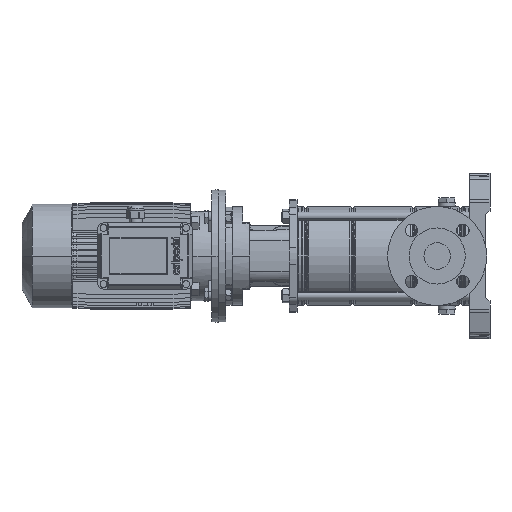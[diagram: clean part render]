
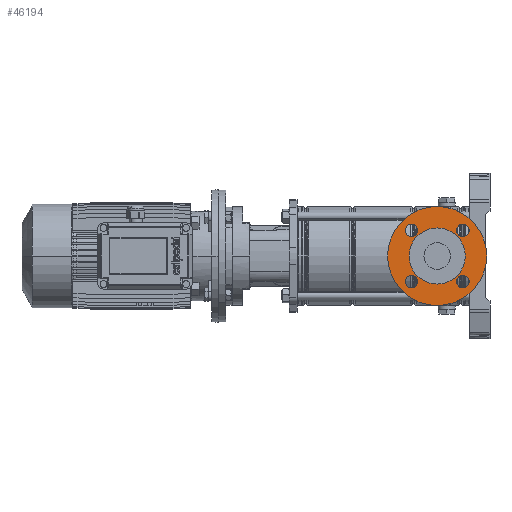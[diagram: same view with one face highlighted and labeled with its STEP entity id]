
A CAD part, left-side view. The second image highlights one B-rep face of the part: STEP entity #46194.
In plain terms, the highlighted face is planar.
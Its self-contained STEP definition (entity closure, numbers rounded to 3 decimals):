
#1387 = CARTESIAN_POINT ( 'NONE',  ( 38.891, 138., 86.391 ) ) ;
#2853 = VERTEX_POINT ( 'NONE', #14987 ) ;
#4137 = CIRCLE ( 'NONE', #34571, 9.5 ) ;
#4952 = DIRECTION ( 'NONE',  ( 0., 0., 1. ) ) ;
#5184 = EDGE_CURVE ( 'NONE', #57177, #39811, #38578, .T. ) ;
#5228 = EDGE_LOOP ( 'NONE', ( #8921, #44327 ) ) ;
#5602 = DIRECTION ( 'NONE',  ( 0., 1., 0. ) ) ;
#6664 = CIRCLE ( 'NONE', #8853, 9.5 ) ;
#6666 = DIRECTION ( 'NONE',  ( 0., 0., 1. ) ) ;
#6999 = ORIENTED_EDGE ( 'NONE', *, *, #42363, .T. ) ;
#7249 = VERTEX_POINT ( 'NONE', #44768 ) ;
#8853 = AXIS2_PLACEMENT_3D ( 'NONE', #15228, #39747, #25432 ) ;
#8921 = ORIENTED_EDGE ( 'NONE', *, *, #43770, .F. ) ;
#9337 = EDGE_CURVE ( 'NONE', #2853, #63159, #60673, .T. ) ;
#10143 = VERTEX_POINT ( 'NONE', #67386 ) ;
#10473 = DIRECTION ( 'NONE',  ( 0., 0., 1. ) ) ;
#12604 = CARTESIAN_POINT ( 'NONE',  ( 0., 138., -27.5 ) ) ;
#13284 = EDGE_CURVE ( 'NONE', #53489, #10143, #57751, .T. ) ;
#14908 = DIRECTION ( 'NONE',  ( 0., -1., 0. ) ) ;
#14987 = CARTESIAN_POINT ( 'NONE',  ( 0., 138., 90. ) ) ;
#15228 = CARTESIAN_POINT ( 'NONE',  ( -38.891, 138., 8.609 ) ) ;
#15820 = CARTESIAN_POINT ( 'NONE',  ( 0., 138., 47.5 ) ) ;
#15899 = CARTESIAN_POINT ( 'NONE',  ( -38.891, 138., 8.609 ) ) ;
#16445 = EDGE_CURVE ( 'NONE', #55283, #27340, #66220, .T. ) ;
#17060 = DIRECTION ( 'NONE',  ( 0., 0., 1. ) ) ;
#18837 = AXIS2_PLACEMENT_3D ( 'NONE', #15899, #22013, #63291 ) ;
#19113 = CARTESIAN_POINT ( 'NONE',  ( -38.891, 138., 86.391 ) ) ;
#20692 = CARTESIAN_POINT ( 'NONE',  ( 0., 138., 47.5 ) ) ;
#20963 = CARTESIAN_POINT ( 'NONE',  ( -38.891, 138., 76.891 ) ) ;
#22013 = DIRECTION ( 'NONE',  ( 0., 1., 0. ) ) ;
#22446 = EDGE_LOOP ( 'NONE', ( #53684, #61096 ) ) ;
#22610 = AXIS2_PLACEMENT_3D ( 'NONE', #46272, #56875, #35041 ) ;
#22771 = EDGE_CURVE ( 'NONE', #43218, #29348, #57651, .T. ) ;
#22988 = AXIS2_PLACEMENT_3D ( 'NONE', #15820, #5602, #36611 ) ;
#23388 = FACE_BOUND ( 'NONE', #24697, .T. ) ;
#23734 = PLANE ( 'NONE',  #35136 ) ;
#24073 = FACE_OUTER_BOUND ( 'NONE', #30366, .T. ) ;
#24364 = CARTESIAN_POINT ( 'NONE',  ( 38.891, 138., 95.891 ) ) ;
#24697 = EDGE_LOOP ( 'NONE', ( #48739, #41799 ) ) ;
#24820 = CIRCLE ( 'NONE', #22610, 9.5 ) ;
#25131 = AXIS2_PLACEMENT_3D ( 'NONE', #57585, #58583, #31650 ) ;
#25432 = DIRECTION ( 'NONE',  ( 0., 0., 1. ) ) ;
#26504 = ORIENTED_EDGE ( 'NONE', *, *, #61767, .F. ) ;
#27340 = VERTEX_POINT ( 'NONE', #65840 ) ;
#27798 = EDGE_CURVE ( 'NONE', #46277, #7249, #6664, .T. ) ;
#28178 = FACE_BOUND ( 'NONE', #22446, .T. ) ;
#28473 = CARTESIAN_POINT ( 'NONE',  ( 38.891, 138., 8.609 ) ) ;
#29188 = FACE_BOUND ( 'NONE', #62501, .T. ) ;
#29348 = VERTEX_POINT ( 'NONE', #55996 ) ;
#29509 = CIRCLE ( 'NONE', #54515, 42.5 ) ;
#30366 = EDGE_LOOP ( 'NONE', ( #43602, #51842 ) ) ;
#30846 = DIRECTION ( 'NONE',  ( 0., 1., 0. ) ) ;
#31388 = DIRECTION ( 'NONE',  ( 0., 1., 0. ) ) ;
#31650 = DIRECTION ( 'NONE',  ( 0., 0., 1. ) ) ;
#32045 = CARTESIAN_POINT ( 'NONE',  ( 38.891, 138., -0.891 ) ) ;
#33100 = AXIS2_PLACEMENT_3D ( 'NONE', #45857, #30846, #4952 ) ;
#33552 = DIRECTION ( 'NONE',  ( 0., 1., 0. ) ) ;
#33607 = FACE_BOUND ( 'NONE', #48638, .T. ) ;
#33762 = DIRECTION ( 'NONE',  ( 0., 0., 1. ) ) ;
#34571 = AXIS2_PLACEMENT_3D ( 'NONE', #54156, #38804, #39805 ) ;
#35041 = DIRECTION ( 'NONE',  ( 0., 0., 1. ) ) ;
#35066 = CARTESIAN_POINT ( 'NONE',  ( 0., 138., 47.5 ) ) ;
#35136 = AXIS2_PLACEMENT_3D ( 'NONE', #44186, #39408, #54420 ) ;
#36611 = DIRECTION ( 'NONE',  ( 0., 0., 1. ) ) ;
#36826 = AXIS2_PLACEMENT_3D ( 'NONE', #19113, #50138, #33762 ) ;
#37673 = EDGE_CURVE ( 'NONE', #29348, #43218, #4137, .T. ) ;
#37767 = EDGE_CURVE ( 'NONE', #10143, #53489, #24820, .T. ) ;
#38578 = CIRCLE ( 'NONE', #33100, 75. ) ;
#38804 = DIRECTION ( 'NONE',  ( 0., 1., 0. ) ) ;
#39408 = DIRECTION ( 'NONE',  ( 0., 1., 0. ) ) ;
#39505 = DIRECTION ( 'NONE',  ( 0., -1., 0. ) ) ;
#39747 = DIRECTION ( 'NONE',  ( 0., 1., 0. ) ) ;
#39805 = DIRECTION ( 'NONE',  ( 0., 0., 1. ) ) ;
#39811 = VERTEX_POINT ( 'NONE', #48020 ) ;
#41799 = ORIENTED_EDGE ( 'NONE', *, *, #22771, .F. ) ;
#42363 = EDGE_CURVE ( 'NONE', #63159, #2853, #29509, .T. ) ;
#42797 = EDGE_CURVE ( 'NONE', #39811, #57177, #63153, .T. ) ;
#43218 = VERTEX_POINT ( 'NONE', #32045 ) ;
#43602 = ORIENTED_EDGE ( 'NONE', *, *, #42797, .T. ) ;
#43770 = EDGE_CURVE ( 'NONE', #27340, #55283, #45791, .T. ) ;
#44186 = CARTESIAN_POINT ( 'NONE',  ( 0., 138., 90. ) ) ;
#44327 = ORIENTED_EDGE ( 'NONE', *, *, #16445, .F. ) ;
#44768 = CARTESIAN_POINT ( 'NONE',  ( -38.891, 138., 18.109 ) ) ;
#45791 = CIRCLE ( 'NONE', #25131, 9.5 ) ;
#45857 = CARTESIAN_POINT ( 'NONE',  ( 0., 138., 47.5 ) ) ;
#46194 = ADVANCED_FACE ( 'NONE', ( #58875, #28178, #23388, #29188, #24073, #33607 ), #23734, .T. ) ;
#46272 = CARTESIAN_POINT ( 'NONE',  ( 38.891, 138., 86.391 ) ) ;
#46277 = VERTEX_POINT ( 'NONE', #65675 ) ;
#48020 = CARTESIAN_POINT ( 'NONE',  ( 0., 138., 122.5 ) ) ;
#48638 = EDGE_LOOP ( 'NONE', ( #65715, #6999 ) ) ;
#48739 = ORIENTED_EDGE ( 'NONE', *, *, #37673, .F. ) ;
#50138 = DIRECTION ( 'NONE',  ( 0., 1., 0. ) ) ;
#51842 = ORIENTED_EDGE ( 'NONE', *, *, #5184, .T. ) ;
#53489 = VERTEX_POINT ( 'NONE', #24364 ) ;
#53684 = ORIENTED_EDGE ( 'NONE', *, *, #13284, .F. ) ;
#54156 = CARTESIAN_POINT ( 'NONE',  ( 38.891, 138., 8.609 ) ) ;
#54378 = AXIS2_PLACEMENT_3D ( 'NONE', #28473, #33552, #6666 ) ;
#54420 = DIRECTION ( 'NONE',  ( 0., 0., 1. ) ) ;
#54515 = AXIS2_PLACEMENT_3D ( 'NONE', #20692, #14908, #10473 ) ;
#55283 = VERTEX_POINT ( 'NONE', #20963 ) ;
#55996 = CARTESIAN_POINT ( 'NONE',  ( 38.891, 138., 18.109 ) ) ;
#56875 = DIRECTION ( 'NONE',  ( 0., 1., 0. ) ) ;
#57177 = VERTEX_POINT ( 'NONE', #12604 ) ;
#57585 = CARTESIAN_POINT ( 'NONE',  ( -38.891, 138., 86.391 ) ) ;
#57651 = CIRCLE ( 'NONE', #54378, 9.5 ) ;
#57751 = CIRCLE ( 'NONE', #66472, 9.5 ) ;
#58059 = CIRCLE ( 'NONE', #18837, 9.5 ) ;
#58583 = DIRECTION ( 'NONE',  ( 0., 1., 0. ) ) ;
#58875 = FACE_BOUND ( 'NONE', #5228, .T. ) ;
#59504 = CARTESIAN_POINT ( 'NONE',  ( 0., 138., 5. ) ) ;
#59984 = DIRECTION ( 'NONE',  ( 0., 0., 1. ) ) ;
#60673 = CIRCLE ( 'NONE', #66133, 42.5 ) ;
#61096 = ORIENTED_EDGE ( 'NONE', *, *, #37767, .F. ) ;
#61767 = EDGE_CURVE ( 'NONE', #7249, #46277, #58059, .T. ) ;
#61861 = ORIENTED_EDGE ( 'NONE', *, *, #27798, .F. ) ;
#62501 = EDGE_LOOP ( 'NONE', ( #26504, #61861 ) ) ;
#63153 = CIRCLE ( 'NONE', #22988, 75. ) ;
#63159 = VERTEX_POINT ( 'NONE', #59504 ) ;
#63291 = DIRECTION ( 'NONE',  ( 0., 0., 1. ) ) ;
#65675 = CARTESIAN_POINT ( 'NONE',  ( -38.891, 138., -0.891 ) ) ;
#65715 = ORIENTED_EDGE ( 'NONE', *, *, #9337, .T. ) ;
#65840 = CARTESIAN_POINT ( 'NONE',  ( -38.891, 138., 95.891 ) ) ;
#66133 = AXIS2_PLACEMENT_3D ( 'NONE', #35066, #39505, #59984 ) ;
#66220 = CIRCLE ( 'NONE', #36826, 9.5 ) ;
#66472 = AXIS2_PLACEMENT_3D ( 'NONE', #1387, #31388, #17060 ) ;
#67386 = CARTESIAN_POINT ( 'NONE',  ( 38.891, 138., 76.891 ) ) ;
